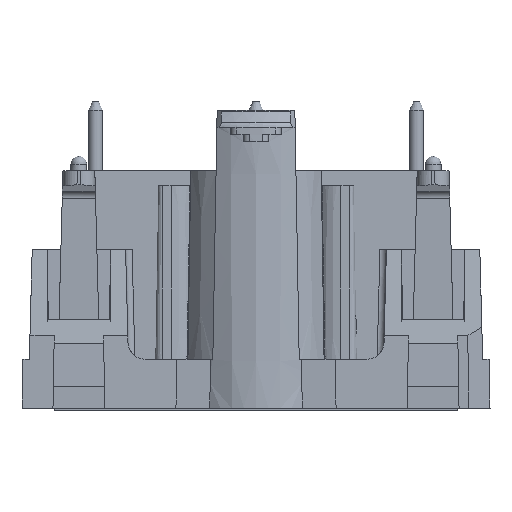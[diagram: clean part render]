
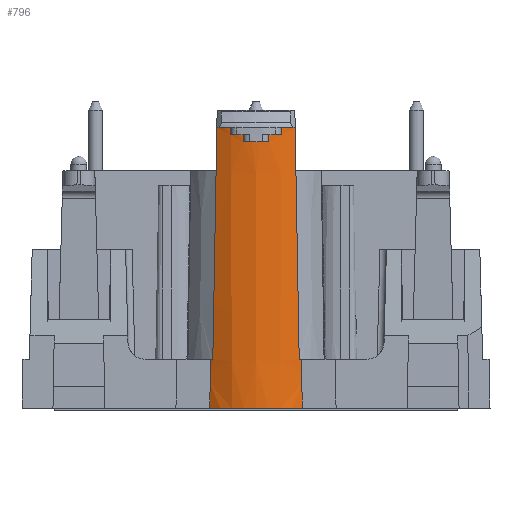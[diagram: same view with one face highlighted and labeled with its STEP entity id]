
A CAD part, left-side view. The second image highlights one B-rep face of the part: STEP entity #796.
In plain terms, the highlighted conical face has half-angle 0.356 degrees and reference radius 5.5 mm.
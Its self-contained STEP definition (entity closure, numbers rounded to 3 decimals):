
#796 = ADVANCED_FACE( '', ( #1895 ), #1896, .T. );
#1895 = FACE_OUTER_BOUND( '', #3364, .T. );
#1896 = CONICAL_SURFACE( '', #3365, 5.5, 0.006 );
#3364 = EDGE_LOOP( '', ( #5726, #5727, #5728, #5729, #5730, #5731, #5732, #5733, #5734, #5735, #5736, #5737, #5738, #5739, #5740, #5741 ) );
#3365 = AXIS2_PLACEMENT_3D( '', #5742, #5743, #5744 );
#5726 = ORIENTED_EDGE( '', *, *, #9188, .F. );
#5727 = ORIENTED_EDGE( '', *, *, #8509, .F. );
#5728 = ORIENTED_EDGE( '', *, *, #9189, .T. );
#5729 = ORIENTED_EDGE( '', *, *, #8553, .F. );
#5730 = ORIENTED_EDGE( '', *, *, #9190, .T. );
#5731 = ORIENTED_EDGE( '', *, *, #9191, .T. );
#5732 = ORIENTED_EDGE( '', *, *, #8798, .T. );
#5733 = ORIENTED_EDGE( '', *, *, #8940, .T. );
#5734 = ORIENTED_EDGE( '', *, *, #8972, .T. );
#5735 = ORIENTED_EDGE( '', *, *, #9192, .T. );
#5736 = ORIENTED_EDGE( '', *, *, #9193, .T. );
#5737 = ORIENTED_EDGE( '', *, *, #8988, .T. );
#5738 = ORIENTED_EDGE( '', *, *, #9194, .T. );
#5739 = ORIENTED_EDGE( '', *, *, #9195, .F. );
#5740 = ORIENTED_EDGE( '', *, *, #9196, .T. );
#5741 = ORIENTED_EDGE( '', *, *, #9197, .T. );
#5742 = CARTESIAN_POINT( '', ( -27.5, 0., 3.4 ) );
#5743 = DIRECTION( '', ( 0., 0., 1. ) );
#5744 = DIRECTION( '', ( -1., 0., 0. ) );
#8509 = EDGE_CURVE( '', #10192, #10187, #10194, .T. );
#8553 = EDGE_CURVE( '', #10268, #10270, #10271, .T. );
#8798 = EDGE_CURVE( '', #10706, #10704, #10707, .T. );
#8940 = EDGE_CURVE( '', #10704, #10924, #10926, .T. );
#8972 = EDGE_CURVE( '', #10924, #10976, #10978, .T. );
#8988 = EDGE_CURVE( '', #11001, #10999, #11002, .T. );
#9188 = EDGE_CURVE( '', #10187, #11305, #11306, .T. );
#9189 = EDGE_CURVE( '', #10192, #10270, #11307, .T. );
#9190 = EDGE_CURVE( '', #10268, #11308, #11309, .T. );
#9191 = EDGE_CURVE( '', #11308, #10706, #11310, .T. );
#9192 = EDGE_CURVE( '', #10976, #11311, #11312, .T. );
#9193 = EDGE_CURVE( '', #11311, #11001, #11313, .T. );
#9194 = EDGE_CURVE( '', #10999, #11314, #11315, .T. );
#9195 = EDGE_CURVE( '', #11316, #11314, #11317, .T. );
#9196 = EDGE_CURVE( '', #11316, #11318, #11319, .T. );
#9197 = EDGE_CURVE( '', #11318, #11305, #11320, .T. );
#10187 = VERTEX_POINT( '', #12636 );
#10192 = VERTEX_POINT( '', #12643 );
#10194 = ELLIPSE( '', #12646, 255.779, 4.172 );
#10268 = VERTEX_POINT( '', #12743 );
#10270 = VERTEX_POINT( '', #12746 );
#10271 = ELLIPSE( '', #12747, 430.867, 7.027 );
#10704 = VERTEX_POINT( '', #13344 );
#10706 = VERTEX_POINT( '', #13347 );
#10707 = CIRCLE( '', #13348, 5.597 );
#10924 = VERTEX_POINT( '', #13645 );
#10926 = LINE( '', #13648, #13649 );
#10976 = VERTEX_POINT( '', #13726 );
#10978 = CIRCLE( '', #13729, 5.594 );
#10999 = VERTEX_POINT( '', #13757 );
#11001 = VERTEX_POINT( '', #13760 );
#11002 = LINE( '', #13761, #13762 );
#11305 = VERTEX_POINT( '', #14221 );
#11306 = CIRCLE( '', #14222, 5.479 );
#11307 = CIRCLE( '', #14223, 5.5 );
#11308 = VERTEX_POINT( '', #14224 );
#11309 = CIRCLE( '', #14225, 5.6 );
#11310 = LINE( '', #14226, #14227 );
#11311 = VERTEX_POINT( '', #14228 );
#11312 = LINE( '', #14229, #14230 );
#11313 = CIRCLE( '', #14231, 5.597 );
#11314 = VERTEX_POINT( '', #14232 );
#11315 = CIRCLE( '', #14233, 5.6 );
#11316 = VERTEX_POINT( '', #14234 );
#11317 = ELLIPSE( '', #14235, 430.867, 7.027 );
#11318 = VERTEX_POINT( '', #14236 );
#11319 = CIRCLE( '', #14237, 5.5 );
#11320 = ELLIPSE( '', #14238, 255.779, 4.172 );
#12636 = CARTESIAN_POINT( '', ( -31.941, -3.209, 0. ) );
#12643 = CARTESIAN_POINT( '', ( -32., -3.162, 3.4 ) );
#12646 = AXIS2_PLACEMENT_3D( '', #15799, #15800, #15801 );
#12743 = CARTESIAN_POINT( '', ( -32.396, -2.719, 19.5 ) );
#12746 = CARTESIAN_POINT( '', ( -32.11, -3., 3.4 ) );
#12747 = AXIS2_PLACEMENT_3D( '', #15859, #15860, #15861 );
#13344 = CARTESIAN_POINT( '', ( -33.024, -0.9, 19. ) );
#13347 = CARTESIAN_POINT( '', ( -32.816, -1.75, 19. ) );
#13348 = AXIS2_PLACEMENT_3D( '', #16178, #16179, #16180 );
#13645 = CARTESIAN_POINT( '', ( -33.021, -0.9, 18.5 ) );
#13648 = CARTESIAN_POINT( '', ( -33.022, -0.9, 18.75 ) );
#13649 = VECTOR( '', #16356, 1000. );
#13726 = CARTESIAN_POINT( '', ( -33.021, 0.9, 18.5 ) );
#13729 = AXIS2_PLACEMENT_3D( '', #16385, #16386, #16387 );
#13757 = CARTESIAN_POINT( '', ( -32.82, 1.75, 19.5 ) );
#13760 = CARTESIAN_POINT( '', ( -32.816, 1.75, 19. ) );
#13761 = CARTESIAN_POINT( '', ( -32.818, 1.75, 19.25 ) );
#13762 = VECTOR( '', #16405, 1000. );
#14221 = CARTESIAN_POINT( '', ( -31.941, 3.209, 0. ) );
#14222 = AXIS2_PLACEMENT_3D( '', #16624, #16625, #16626 );
#14223 = AXIS2_PLACEMENT_3D( '', #16627, #16628, #16629 );
#14224 = CARTESIAN_POINT( '', ( -32.82, -1.75, 19.5 ) );
#14225 = AXIS2_PLACEMENT_3D( '', #16630, #16631, #16632 );
#14226 = CARTESIAN_POINT( '', ( -32.818, -1.75, 19.25 ) );
#14227 = VECTOR( '', #16633, 1000. );
#14228 = CARTESIAN_POINT( '', ( -33.024, 0.9, 19. ) );
#14229 = CARTESIAN_POINT( '', ( -33.022, 0.9, 18.75 ) );
#14230 = VECTOR( '', #16634, 1000. );
#14231 = AXIS2_PLACEMENT_3D( '', #16635, #16636, #16637 );
#14232 = CARTESIAN_POINT( '', ( -32.396, 2.719, 19.5 ) );
#14233 = AXIS2_PLACEMENT_3D( '', #16638, #16639, #16640 );
#14234 = CARTESIAN_POINT( '', ( -32.11, 3., 3.4 ) );
#14235 = AXIS2_PLACEMENT_3D( '', #16641, #16642, #16643 );
#14236 = CARTESIAN_POINT( '', ( -32., 3.162, 3.4 ) );
#14237 = AXIS2_PLACEMENT_3D( '', #16644, #16645, #16646 );
#14238 = AXIS2_PLACEMENT_3D( '', #16647, #16648, #16649 );
#15799 = CARTESIAN_POINT( '', ( -29.088, 0., -163.403 ) );
#15800 = DIRECTION( '', ( 1., 0., 0.017 ) );
#15801 = DIRECTION( '', ( -0.017, 0., 1. ) );
#15859 = CARTESIAN_POINT( '', ( -27.5, 2.676, 328.565 ) );
#15860 = DIRECTION( '', ( 0., -1., 0.017 ) );
#15861 = DIRECTION( '', ( 0., 0.017, 1. ) );
#16178 = CARTESIAN_POINT( '', ( -27.5, 0., 19. ) );
#16179 = DIRECTION( '', ( 0., 0., -1. ) );
#16180 = DIRECTION( '', ( -1., 0., 0. ) );
#16356 = DIRECTION( '', ( 0.006, 0., -1. ) );
#16385 = CARTESIAN_POINT( '', ( -27.5, 0., 18.5 ) );
#16386 = DIRECTION( '', ( 0., 0., -1. ) );
#16387 = DIRECTION( '', ( -1., 0., 0. ) );
#16405 = DIRECTION( '', ( -0.007, 0., 1. ) );
#16624 = CARTESIAN_POINT( '', ( -27.5, 0., 0. ) );
#16625 = DIRECTION( '', ( 0., 0., -1. ) );
#16626 = DIRECTION( '', ( 1., 0., 0. ) );
#16627 = CARTESIAN_POINT( '', ( -27.5, 0., 3.4 ) );
#16628 = DIRECTION( '', ( 0., 0., -1. ) );
#16629 = DIRECTION( '', ( -1., 0., 0. ) );
#16630 = CARTESIAN_POINT( '', ( -27.5, 0., 19.5 ) );
#16631 = DIRECTION( '', ( 0., 0., -1. ) );
#16632 = DIRECTION( '', ( -1., 0., 0. ) );
#16633 = DIRECTION( '', ( 0.007, 0., -1. ) );
#16634 = DIRECTION( '', ( -0.006, 0., 1. ) );
#16635 = CARTESIAN_POINT( '', ( -27.5, 0., 19. ) );
#16636 = DIRECTION( '', ( 0., 0., -1. ) );
#16637 = DIRECTION( '', ( -1., 0., 0. ) );
#16638 = CARTESIAN_POINT( '', ( -27.5, 0., 19.5 ) );
#16639 = DIRECTION( '', ( 0., 0., -1. ) );
#16640 = DIRECTION( '', ( -1., 0., 0. ) );
#16641 = CARTESIAN_POINT( '', ( -27.5, -2.676, 328.565 ) );
#16642 = DIRECTION( '', ( 0., 1., 0.017 ) );
#16643 = DIRECTION( '', ( 0., -0.017, 1. ) );
#16644 = CARTESIAN_POINT( '', ( -27.5, 0., 3.4 ) );
#16645 = DIRECTION( '', ( 0., 0., -1. ) );
#16646 = DIRECTION( '', ( -1., 0., 0. ) );
#16647 = CARTESIAN_POINT( '', ( -29.088, 0., -163.403 ) );
#16648 = DIRECTION( '', ( -1., 0., -0.017 ) );
#16649 = DIRECTION( '', ( -0.017, 0., 1. ) );
